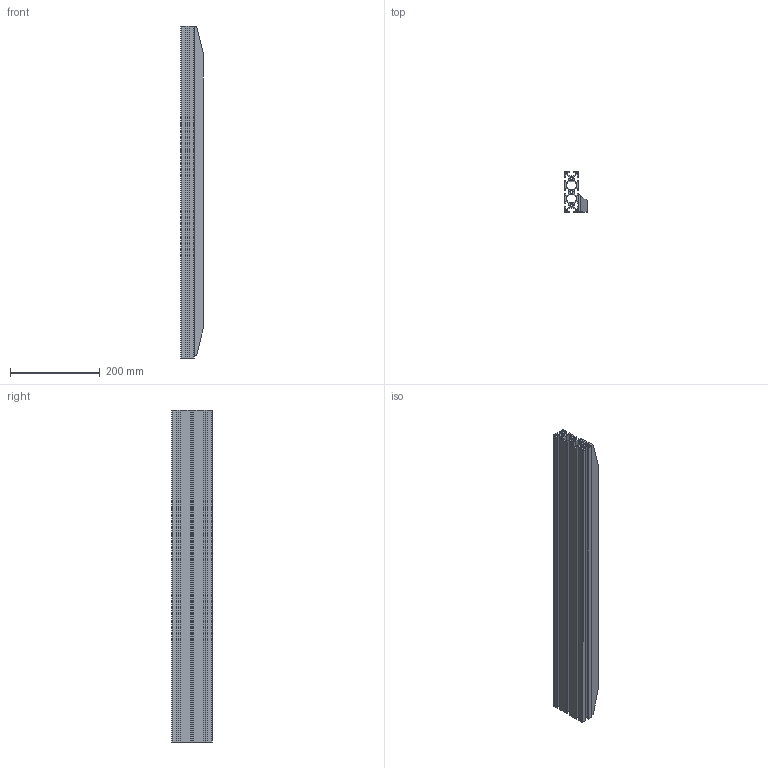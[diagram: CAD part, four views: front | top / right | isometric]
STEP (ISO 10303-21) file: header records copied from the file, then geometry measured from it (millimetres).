
FILE_DESCRIPTION (( 'STEP AP214' ), '1' );
FILE_NAME ('735 mm.STEP', '2025-09-12T06:04:12', ( '' ), ( '' ), 'SwSTEP 2.0', 'SolidWorks 2015', '' );
FILE_SCHEMA (( 'AUTOMOTIVE_DESIGN' ));
Length unit declared in the file: millimetre
Products named in the file (5): HFS6-3090-740; 735  mm; 735 mm
Assembly tree (2 placements, depth 2):
  HFS6-3090-740
  735  mm
  735 mm
    HFS6-3090-740
    735  mm
Bounding box: 50 x 90 x 740 mm (x, y, z)
Volume: 1114724.3 mm3; surface area: 634899.7 mm2
Topology: 2 solids, 2 shells, 201 faces, 582 edges, 388 vertices
Faces by surface type: plane 157, cylinder 44
Entity records: 8508 total; most frequent: CARTESIAN_POINT 1177, ORIENTED_EDGE 1164, DIRECTION 1084, EDGE_CURVE 582, LINE 494, VECTOR 494, VERTEX_POINT 388, AXIS2_PLACEMENT_3D 295
